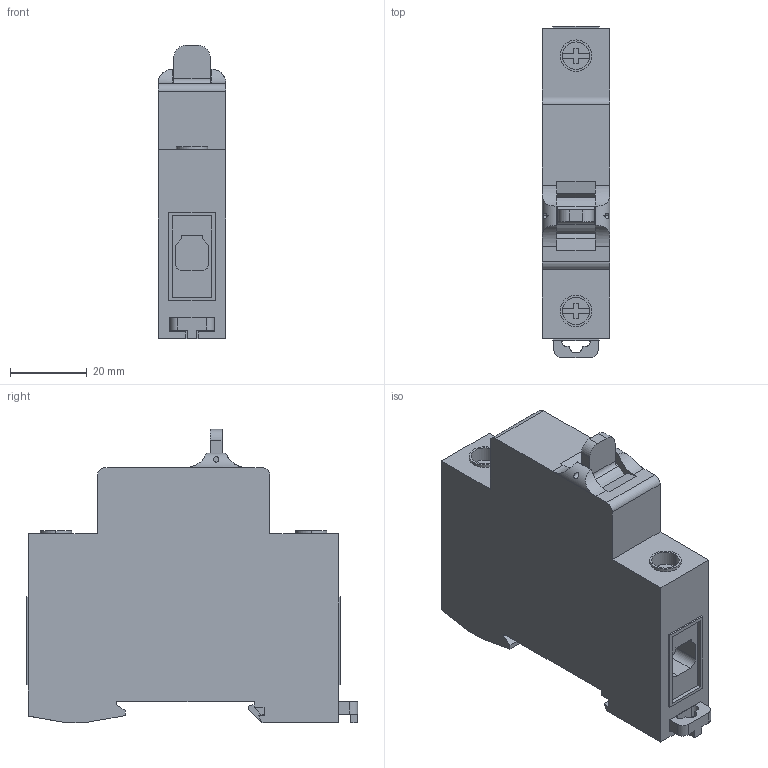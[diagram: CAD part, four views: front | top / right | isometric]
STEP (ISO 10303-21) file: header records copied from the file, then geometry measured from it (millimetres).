
FILE_DESCRIPTION((''),'2;1');
FILE_NAME('SB109191_3D-SIMPLIFIED_ASM','2012-09-24T',('Nyco'),(''),'PRO/ENGINEER BY PARAMETRIC TECHNOLOGY CORPORATION, 2006170','PRO/ENGINEER BY PARAMETRIC TECHNOLOGY CORPORATION, 2006170','');
FILE_SCHEMA(('CONFIG_CONTROL_DESIGN'));
Length unit declared in the file: millimetre
Products named in the file (5): COQUE; MANETTE; CLIP; VIS_7D; SB109191_3D-SIMPLIFIED_ASM
Assembly tree (5 placements, depth 2):
  SB109191_3D-SIMPLIFIED_ASM
    COQUE
    MANETTE
    CLIP
    VIS_7D  x2
Bounding box: 17.7 x 86.4 x 76.5 mm (x, y, z)
Volume: 77825.1 mm3; surface area: 19370.9 mm2
Topology: 5 solids, 5 shells, 254 faces, 688 edges, 456 vertices
Faces by surface type: plane 198, cylinder 56
Entity records: 7669 total; most frequent: CARTESIAN_POINT 1436, ORIENTED_EDGE 1292, DIRECTION 1232, EDGE_CURVE 646, VECTOR 536, LINE 536, VERTEX_POINT 428, AXIS2_PLACEMENT_3D 348
